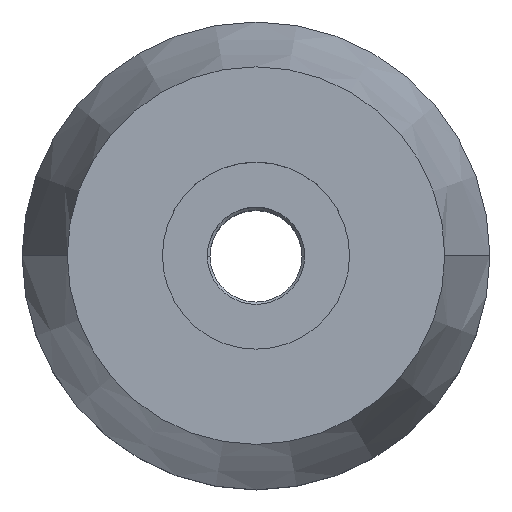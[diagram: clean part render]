
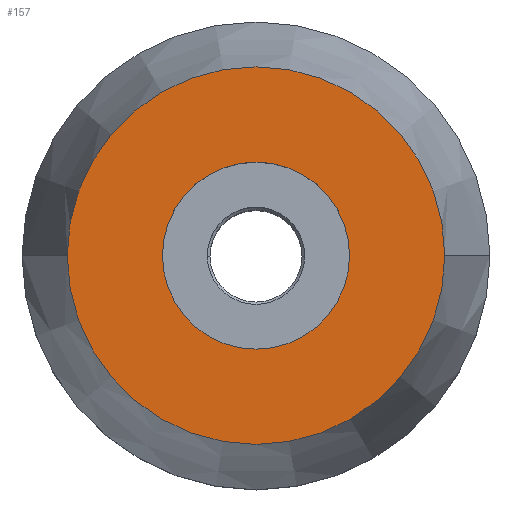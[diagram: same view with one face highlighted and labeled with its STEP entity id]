
A CAD part, top view. The second image highlights one B-rep face of the part: STEP entity #157.
In plain terms, the highlighted planar face has unit normal (0, 0, 1).
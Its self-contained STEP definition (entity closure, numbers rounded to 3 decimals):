
#125=VERTEX_POINT('',#336);
#135=EDGE_CURVE('',#251,#125,#349,.T.);
#137=EDGE_CURVE('',#125,#251,#351,.T.);
#157=ADVANCED_FACE('',(#375,#376),#377,.T.);
#159=EDGE_CURVE('',#253,#185,#379,.T.);
#185=VERTEX_POINT('',#406);
#251=VERTEX_POINT('',#484);
#253=VERTEX_POINT('',#486);
#285=EDGE_CURVE('',#185,#253,#521,.T.);
#336=CARTESIAN_POINT('',(10.088,0.,15.0));
#349=CIRCLE('',#581,10.088);
#351=CIRCLE('',#584,10.088);
#375=FACE_BOUND('',#612,.T.);
#376=FACE_OUTER_BOUND('',#613,.T.);
#377=PLANE('',#614);
#379=CIRCLE('',#617,5.0);
#406=CARTESIAN_POINT('',(5.0,0.0,15.0));
#484=CARTESIAN_POINT('',(-10.088,0.,15.0));
#486=CARTESIAN_POINT('',(-5.0,0.,15.0));
#521=CIRCLE('',#804,5.0);
#581=AXIS2_PLACEMENT_3D('',#869,#870,#871);
#584=AXIS2_PLACEMENT_3D('',#872,#873,#874);
#612=EDGE_LOOP('',(#920,#921));
#613=EDGE_LOOP('',(#922,#923));
#614=AXIS2_PLACEMENT_3D('',#924,#925,#926);
#617=AXIS2_PLACEMENT_3D('',#927,#928,#929);
#804=AXIS2_PLACEMENT_3D('',#1096,#1097,#1098);
#869=CARTESIAN_POINT('',(0.,0.,15.0));
#870=DIRECTION('',(0.,0.,1.0));
#871=DIRECTION('',(-1.0,0.,-0.0));
#872=CARTESIAN_POINT('',(0.,0.,15.0));
#873=DIRECTION('',(0.,0.,1.0));
#874=DIRECTION('',(-1.0,0.,-0.0));
#920=ORIENTED_EDGE('',*,*,#285,.T.);
#921=ORIENTED_EDGE('',*,*,#159,.T.);
#922=ORIENTED_EDGE('',*,*,#135,.T.);
#923=ORIENTED_EDGE('',*,*,#137,.T.);
#924=CARTESIAN_POINT('',(-5.044,0.,15.0));
#925=DIRECTION('',(0.,0.,1.0));
#926=DIRECTION('',(-1.0,0.,0.));
#927=CARTESIAN_POINT('',(0.0,0.0,15.0));
#928=DIRECTION('',(0.,0.,-1.0));
#929=DIRECTION('',(1.0,0.,0.));
#1096=CARTESIAN_POINT('',(0.0,0.0,15.0));
#1097=DIRECTION('',(0.,0.,-1.0));
#1098=DIRECTION('',(1.0,0.,0.));
